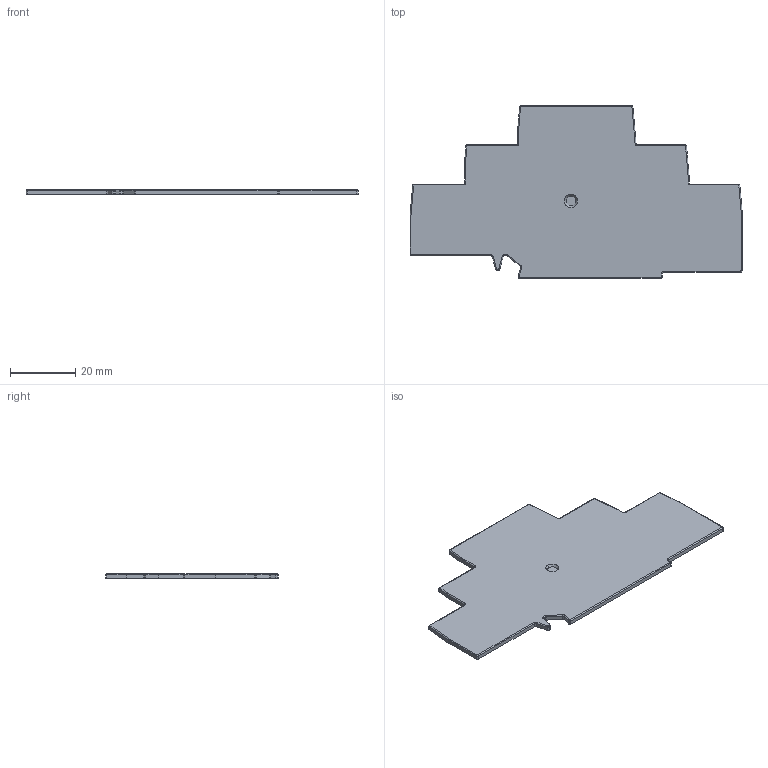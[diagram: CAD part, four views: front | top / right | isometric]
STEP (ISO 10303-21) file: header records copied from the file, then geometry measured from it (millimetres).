
FILE_DESCRIPTION((''),'2;1');
FILE_NAME('PIKD2-5_AP_GEN','2019-09-20T',('Christian Carl'),(''),'CREO PARAMETRIC BY PTC INC, 2016380','CREO PARAMETRIC BY PTC INC, 2016380','');
FILE_SCHEMA(('CONFIG_CONTROL_DESIGN'));
Length unit declared in the file: millimetre
Products named in the file (1): PIKD2-5_AP_GEN
Bounding box: 101.9 x 52.9 x 1.5 mm (x, y, z)
Volume: 5877.6 mm3; surface area: 8280.8 mm2
Topology: 1 solids, 1 shells, 111 faces, 258 edges, 150 vertices
Faces by surface type: cylinder 53, plane 29, sphere 13, torus 10, bspline 4, cone 2
Entity records: 3211 total; most frequent: DIRECTION 597, CARTESIAN_POINT 579, ORIENTED_EDGE 516, EDGE_CURVE 258, AXIS2_PLACEMENT_3D 232, VERTEX_POINT 150, VECTOR 133, LINE 133
